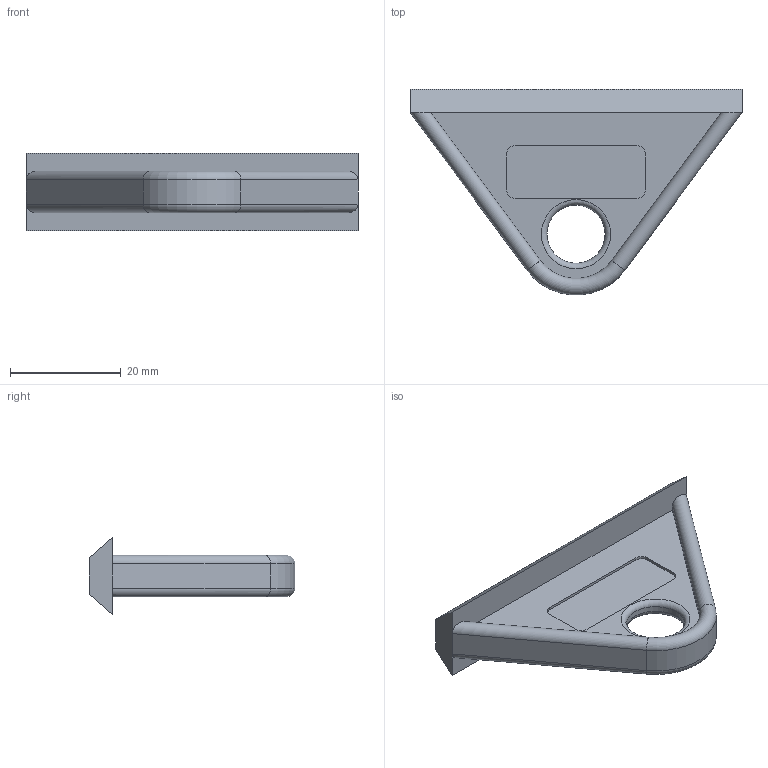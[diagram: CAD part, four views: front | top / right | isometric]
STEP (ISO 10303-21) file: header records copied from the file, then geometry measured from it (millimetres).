
FILE_DESCRIPTION(/* description */ ('KriTec Hängegleiter 8 Raster 30'),/* implementation_level */ '2;1');
FILE_NAME(/* name */ '91155_KriTec_Haengegleiter_8_Raster_30.stp',/* time_stamp */ '2022-07-19T13:11:40+02:00',/* author */ ('Nell'),/* organization */ (''),/* preprocessor_version */ 'ST-DEVELOPER v17',/* originating_system */ 'Autodesk Inventor 2018',/* authorisation */ '');
FILE_SCHEMA (('AUTOMOTIVE_DESIGN { 1 0 10303 214 3 1 1 }'));
Length unit declared in the file: millimetre
Products named in the file (1): 91155
Bounding box: 60 x 37.16 x 14 mm (x, y, z)
Volume: 6578.5 mm3; surface area: 4908.9 mm2
Topology: 1 solids, 1 shells, 45 faces, 115 edges, 74 vertices
Faces by surface type: plane 25, cylinder 16, torus 4
Full cylindrical faces by diameter (mm): 10.5 x1
Entity records: 1410 total; most frequent: DIRECTION 249, CARTESIAN_POINT 235, ORIENTED_EDGE 230, EDGE_CURVE 115, AXIS2_PLACEMENT_3D 88, VERTEX_POINT 74, LINE 73, VECTOR 73
